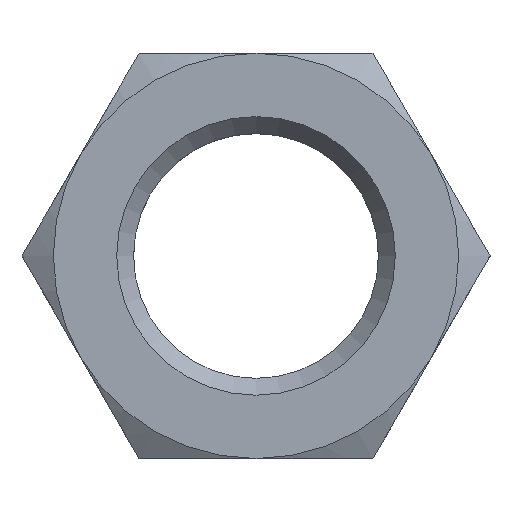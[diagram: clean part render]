
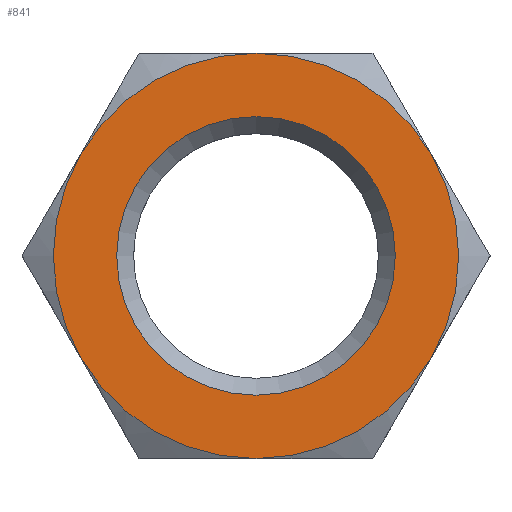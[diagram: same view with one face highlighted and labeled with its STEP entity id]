
A CAD part, top view. The second image highlights one B-rep face of the part: STEP entity #841.
In plain terms, the highlighted planar face has unit normal (0, 0, 1).
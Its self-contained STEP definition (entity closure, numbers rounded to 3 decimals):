
#204=CARTESIAN_POINT('',(8.25,0.0,8.0));
#205=VERTEX_POINT('',#204);
#206=CARTESIAN_POINT('',(0.0,0.0,8.0));
#207=DIRECTION('',(0.0,0.0,-1.0));
#208=DIRECTION('',(1.0,0.0,0.0));
#209=AXIS2_PLACEMENT_3D('',#206,#207,#208);
#210=CIRCLE('',#209,8.25);
#211=EDGE_CURVE('',#205,#205,#210,.T.);
#226=CARTESIAN_POINT('',(10.392,-6.,8.0));
#227=VERTEX_POINT('',#226);
#241=CARTESIAN_POINT('',(10.392,6.,8.0));
#242=VERTEX_POINT('',#241);
#256=CARTESIAN_POINT('',(0.0,0.0,8.0));
#257=DIRECTION('',(0.0,0.0,1.0));
#258=DIRECTION('',(1.0,0.0,0.0));
#259=AXIS2_PLACEMENT_3D('',#256,#257,#258);
#260=CIRCLE('',#259,12.);
#261=EDGE_CURVE('',#227,#242,#260,.T.);
#273=CARTESIAN_POINT('',(0.,-12.,8.0));
#274=VERTEX_POINT('',#273);
#301=CARTESIAN_POINT('',(0.0,0.0,8.0));
#302=DIRECTION('',(0.0,0.0,1.0));
#303=DIRECTION('',(1.0,0.0,0.0));
#304=AXIS2_PLACEMENT_3D('',#301,#302,#303);
#305=CIRCLE('',#304,12.);
#306=EDGE_CURVE('',#274,#227,#305,.T.);
#331=CARTESIAN_POINT('',(-10.392,-6.,8.0));
#332=VERTEX_POINT('',#331);
#333=CARTESIAN_POINT('',(0.0,0.0,8.0));
#334=DIRECTION('',(0.0,0.0,1.0));
#335=DIRECTION('',(1.0,0.0,0.0));
#336=AXIS2_PLACEMENT_3D('',#333,#334,#335);
#337=CIRCLE('',#336,12.);
#338=EDGE_CURVE('',#332,#274,#337,.T.);
#376=CARTESIAN_POINT('',(-10.392,6.,8.0));
#377=VERTEX_POINT('',#376);
#378=CARTESIAN_POINT('',(0.0,0.0,8.0));
#379=DIRECTION('',(0.0,0.0,1.0));
#380=DIRECTION('',(1.0,0.0,0.0));
#381=AXIS2_PLACEMENT_3D('',#378,#379,#380);
#382=CIRCLE('',#381,12.);
#383=EDGE_CURVE('',#377,#332,#382,.T.);
#421=CARTESIAN_POINT('',(0.,12.,8.0));
#422=VERTEX_POINT('',#421);
#423=CARTESIAN_POINT('',(0.0,0.0,8.0));
#424=DIRECTION('',(0.0,0.0,1.0));
#425=DIRECTION('',(1.0,0.0,0.0));
#426=AXIS2_PLACEMENT_3D('',#423,#424,#425);
#427=CIRCLE('',#426,12.);
#428=EDGE_CURVE('',#422,#377,#427,.T.);
#466=CARTESIAN_POINT('',(0.0,0.0,8.0));
#467=DIRECTION('',(0.0,0.0,1.0));
#468=DIRECTION('',(1.0,0.0,0.0));
#469=AXIS2_PLACEMENT_3D('',#466,#467,#468);
#470=CIRCLE('',#469,12.);
#471=EDGE_CURVE('',#242,#422,#470,.T.);
#825=CARTESIAN_POINT('',(0.,0.,8.0));
#826=DIRECTION('',(0.0,0.0,1.0));
#827=DIRECTION('',(1.0,0.0,0.0));
#828=AXIS2_PLACEMENT_3D('',#825,#826,#827);
#829=PLANE('',#828);
#830=ORIENTED_EDGE('',*,*,#471,.T.);
#831=ORIENTED_EDGE('',*,*,#428,.T.);
#832=ORIENTED_EDGE('',*,*,#383,.T.);
#833=ORIENTED_EDGE('',*,*,#338,.T.);
#834=ORIENTED_EDGE('',*,*,#306,.T.);
#835=ORIENTED_EDGE('',*,*,#261,.T.);
#836=EDGE_LOOP('',(#830,#831,#832,#833,#834,#835));
#837=FACE_OUTER_BOUND('',#836,.T.);
#838=ORIENTED_EDGE('',*,*,#211,.T.);
#839=EDGE_LOOP('',(#838));
#840=FACE_BOUND('',#839,.T.);
#841=ADVANCED_FACE('',(#837,#840),#829,.T.);
